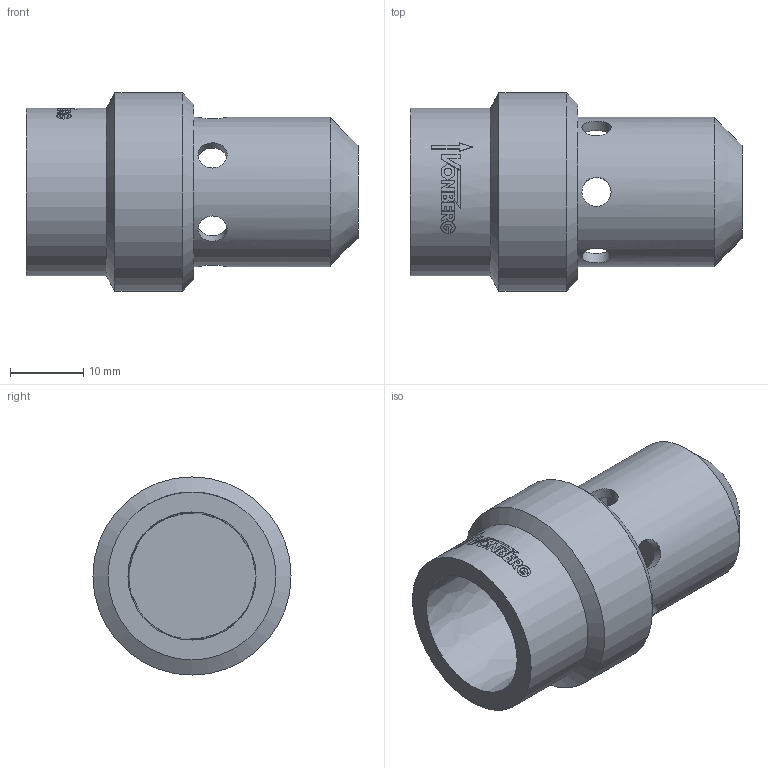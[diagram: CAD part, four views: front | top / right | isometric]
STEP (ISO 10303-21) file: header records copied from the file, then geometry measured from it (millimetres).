
FILE_DESCRIPTION((''),'2;1');
FILE_NAME('6512.stp','2015-02-05T10:50:51',('jml'),(''),'Autodesk Inventor 2010','Autodesk Inventor 2010','');
FILE_SCHEMA(('AUTOMOTIVE_DESIGN { 1 0 10303 214 1 1 1 1 }'));
Length unit declared in the file: inch
Products named in the file (1): 221004
Bounding box: 45.21 x 26.99 x 26.99 mm (x, y, z)
Volume: 9215.8 mm3; surface area: 6066.5 mm2
Topology: 1 solids, 1 shells, 135 faces, 356 edges, 238 vertices
Faces by surface type: plane 76, bspline 34, cylinder 22, cone 3
Full cylindrical faces by diameter (mm): 3.962 x6, 20.32 x1, 22.86 x1, 26.988 x1
Entity records: 9670 total; most frequent: CARTESIAN_POINT 6562, ORIENTED_EDGE 664, DIRECTION 481, EDGE_CURVE 332, VERTEX_POINT 229, EDGE_LOOP 177, AXIS2_PLACEMENT_3D 165, VECTOR 151
